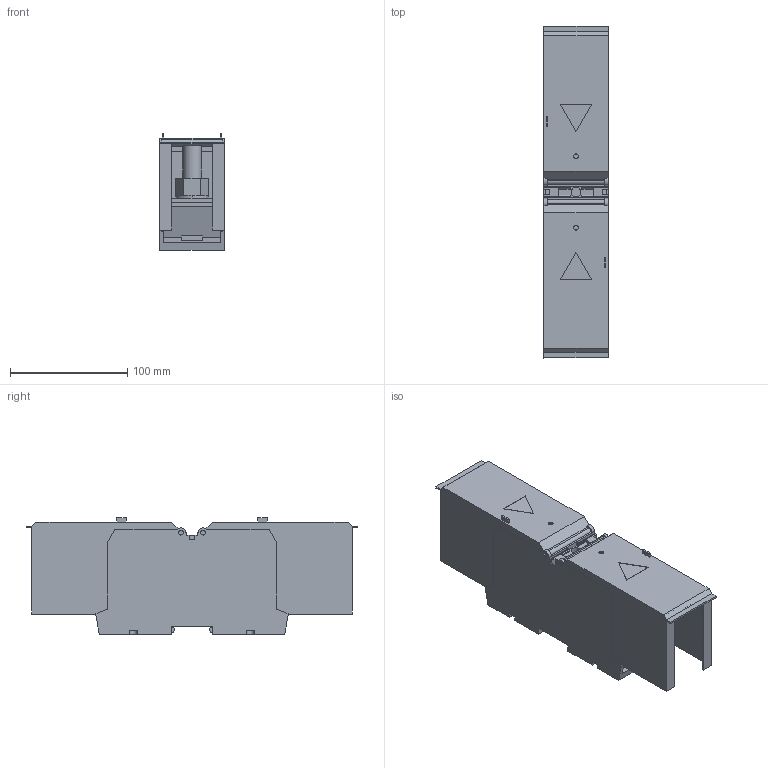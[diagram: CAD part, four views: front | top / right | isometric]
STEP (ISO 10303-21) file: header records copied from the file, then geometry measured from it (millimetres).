
FILE_DESCRIPTION(('Creo Elements/Direct Modeling STEP Export'),'2;1');
FILE_NAME('model.stp','2021-04-07T 0:40:16',(''),(''),'Creo Elements/Direct Modeling STEP processor for AP214 (Solid Model)','Creo Elements/Direct Modeling 20.1D 10-Oct-2020 (C) Parametric Technology GmbH','');
FILE_SCHEMA(('AUTOMOTIVE_DESIGN { 1 0 10303 214 1 1 1 1 }'));
Length unit declared in the file: millimetre
Products named in the file (2): RBO_16_HC-Select
Assembly tree (1 placements, depth 2):
  RBO_16_HC-Select
    RBO_16_HC-Select
Bounding box: 54.8 x 283.49 x 99.5 mm (x, y, z)
Volume: 407245.2 mm3; surface area: 156658.5 mm2
Topology: 1 solids, 1 shells, 311 faces, 890 edges, 592 vertices
Faces by surface type: plane 267, cylinder 44
Entity records: 12175 total; most frequent: ORIENTED_EDGE 1780, CARTESIAN_POINT 1705, DIRECTION 1472, EDGE_CURVE 890, VECTOR 754, LINE 754, VERTEX_POINT 592, AXIS2_PLACEMENT_3D 359
